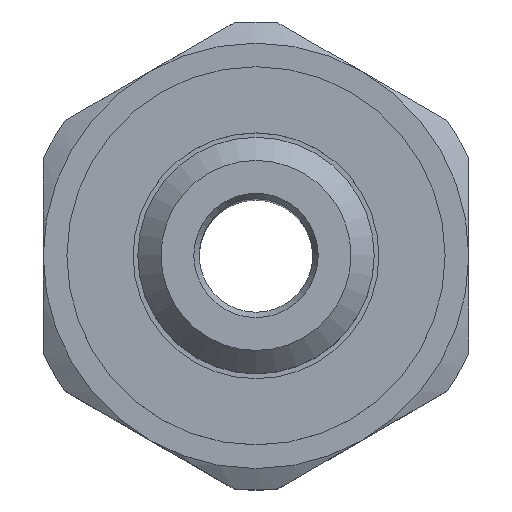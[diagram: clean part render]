
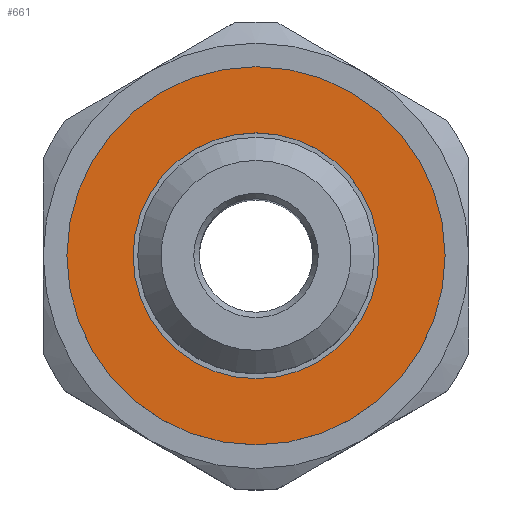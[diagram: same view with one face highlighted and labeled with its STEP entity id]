
A CAD part, top view. The second image highlights one B-rep face of the part: STEP entity #661.
In plain terms, the highlighted planar face has unit normal (0, 0, 1).
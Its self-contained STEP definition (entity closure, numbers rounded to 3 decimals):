
#28=PLANE('',#757);
#109=CIRCLE('',#756,2.6);
#110=CIRCLE('',#758,4.);
#214=ORIENTED_EDGE('',*,*,#365,.F.);
#215=ORIENTED_EDGE('',*,*,#364,.T.);
#364=EDGE_CURVE('',#425,#425,#109,.T.);
#365=EDGE_CURVE('',#426,#426,#110,.T.);
#425=VERTEX_POINT('',#1221);
#426=VERTEX_POINT('',#1224);
#500=EDGE_LOOP('',(#214));
#501=EDGE_LOOP('',(#215));
#576=FACE_BOUND('',#500,.T.);
#577=FACE_BOUND('',#501,.T.);
#661=ADVANCED_FACE('',(#576,#577),#28,.F.);
#756=AXIS2_PLACEMENT_3D('',#1220,#927,#928);
#757=AXIS2_PLACEMENT_3D('',#1222,#929,#930);
#758=AXIS2_PLACEMENT_3D('',#1223,#931,#932);
#927=DIRECTION('',(0.,0.,-1.));
#928=DIRECTION('',(-1.,0.,0.));
#929=DIRECTION('',(0.,0.,-1.));
#930=DIRECTION('',(-1.,0.,0.));
#931=DIRECTION('',(0.,0.,-1.));
#932=DIRECTION('',(-1.,0.,0.));
#1220=CARTESIAN_POINT('',(0.,0.,14.));
#1221=CARTESIAN_POINT('',(-2.6,0.,14.));
#1222=CARTESIAN_POINT('',(0.,2.6,14.));
#1223=CARTESIAN_POINT('',(0.,0.,14.));
#1224=CARTESIAN_POINT('',(-4.,0.,14.));
